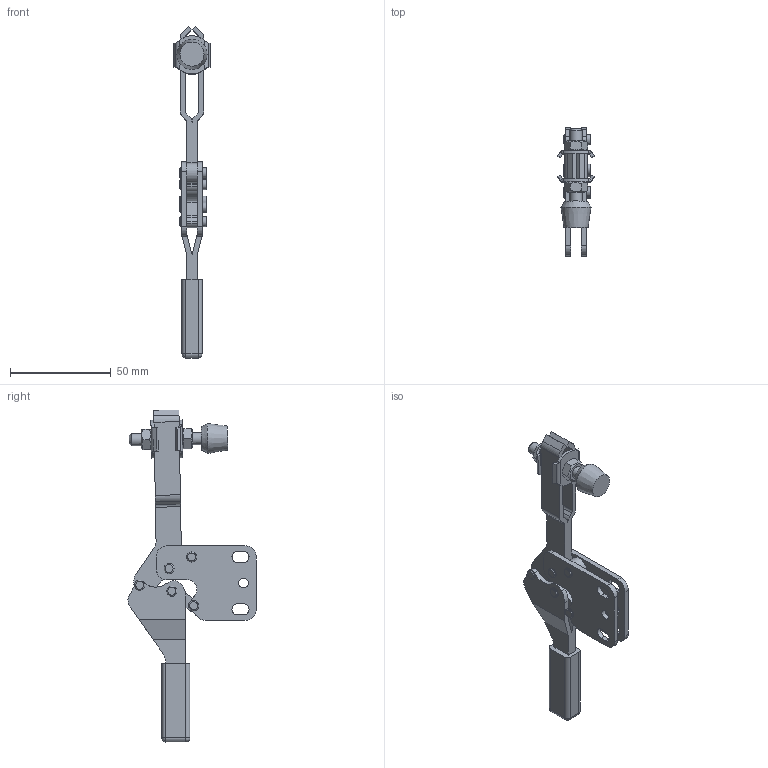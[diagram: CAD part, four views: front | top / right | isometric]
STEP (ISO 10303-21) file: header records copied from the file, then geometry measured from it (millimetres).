
FILE_DESCRIPTION((''),'2;1');
FILE_NAME('TD_2_17_UB_TUENKERS.stp','2011-02-10T08:10:09',('huberm'),(''),'Autodesk Inventor 2010','Autodesk Inventor 2010','');
FILE_SCHEMA(('AUTOMOTIVE_DESIGN { 1 0 10303 214 1 1 1 1 }'));
Length unit declared in the file: millimetre
Products named in the file (1): Bauteil2
Bounding box: 18 x 63.71 x 165.1 mm (x, y, z)
Volume: 27624.5 mm3; surface area: 18812.9 mm2
Topology: 1 solids, 1 shells, 253 faces, 658 edges, 403 vertices
Faces by surface type: plane 111, cylinder 83, bspline 43, cone 7, torus 5, sphere 4
Full cylindrical faces by diameter (mm): 4.8 x2, 5 x10, 6 x3, 6.4 x2, 10 x1
Entity records: 8107 total; most frequent: CARTESIAN_POINT 1784, ORIENTED_EDGE 1248, DIRECTION 1237, EDGE_CURVE 624, AXIS2_PLACEMENT_3D 442, VERTEX_POINT 403, VECTOR 353, LINE 353
